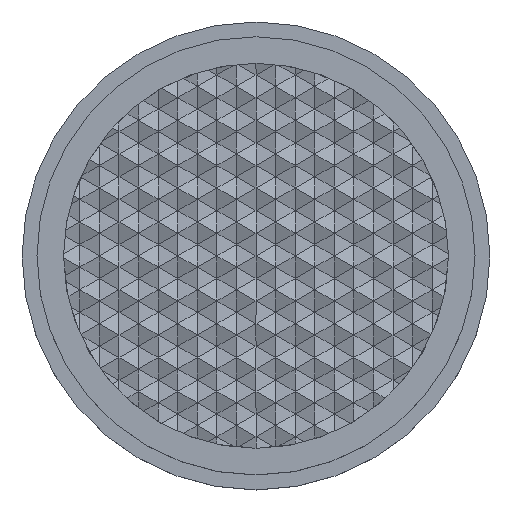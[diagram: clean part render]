
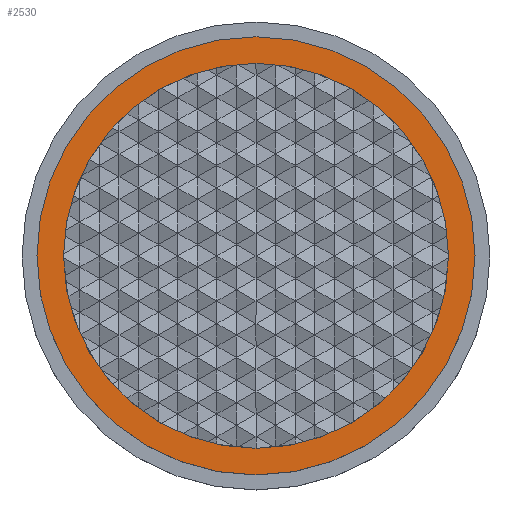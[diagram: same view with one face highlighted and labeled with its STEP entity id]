
A CAD part, top view. The second image highlights one B-rep face of the part: STEP entity #2530.
In plain terms, the highlighted planar face has unit normal (0, 0, 1).
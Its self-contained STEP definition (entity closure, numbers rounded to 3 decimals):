
#2050=CARTESIAN_POINT('',(0.,11.75,0.18));
#2060=VERTEX_POINT('',#2050);
#2140=CARTESIAN_POINT('',(0.,-11.75,0.18));
#2150=VERTEX_POINT('',#2140);
#2180=CARTESIAN_POINT('',(0.,0.,0.18));
#2190=DIRECTION('',(0.,0.,1.));
#2200=DIRECTION('',(0.,1.,0.));
#2210=AXIS2_PLACEMENT_3D('',#2180,#2190,#2200);
#2220=CIRCLE('',#2210,11.75);
#2230=EDGE_CURVE('',#2150,#2060,#2220,.T.);
#2280=CARTESIAN_POINT('',(0.,11.038,0.18));
#2290=DIRECTION('',(-0.,-0.,-1.));
#2300=DIRECTION('',(0.,-1.,0.));
#2310=AXIS2_PLACEMENT_3D('',#2280,#2290,#2300);
#2320=PLANE('',#2310);
#2330=CARTESIAN_POINT('',(0.,0.,0.18));
#2340=DIRECTION('',(0.,0.,-1.));
#2350=DIRECTION('',(0.,-1.,0.));
#2360=AXIS2_PLACEMENT_3D('',#2330,#2340,#2350);
#2370=CIRCLE('',#2360,10.325);
#2380=CARTESIAN_POINT('',(0.,10.325,0.18));
#2390=VERTEX_POINT('',#2380);
#2400=CARTESIAN_POINT('',(0.,-10.325,0.18));
#2410=VERTEX_POINT('',#2400);
#2420=EDGE_CURVE('',#2390,#2410,#2370,.T.);
#2430=ORIENTED_EDGE('',*,*,#2420,.T.);
#2440=EDGE_CURVE('',#2410,#2390,#2370,.T.);
#2450=ORIENTED_EDGE('',*,*,#2440,.T.);
#2460=EDGE_LOOP('',(#2450,#2430));
#2470=FACE_BOUND('',#2460,.T.);
#2480=EDGE_CURVE('',#2060,#2150,#2220,.T.);
#2490=ORIENTED_EDGE('',*,*,#2480,.T.);
#2500=ORIENTED_EDGE('',*,*,#2230,.T.);
#2510=EDGE_LOOP('',(#2500,#2490));
#2520=FACE_OUTER_BOUND('',#2510,.T.);
#2530=ADVANCED_FACE('',(#2470,#2520),#2320,.F.);
